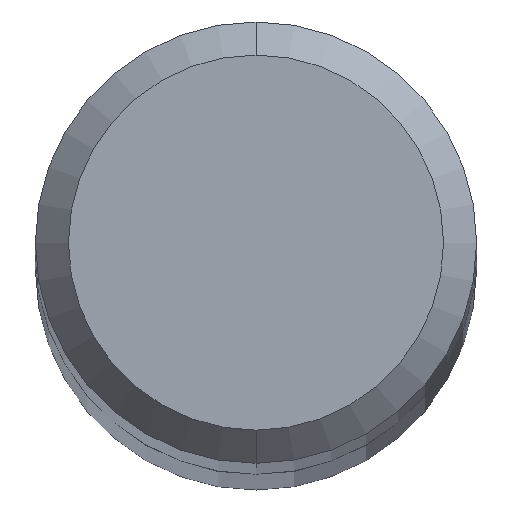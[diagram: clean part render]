
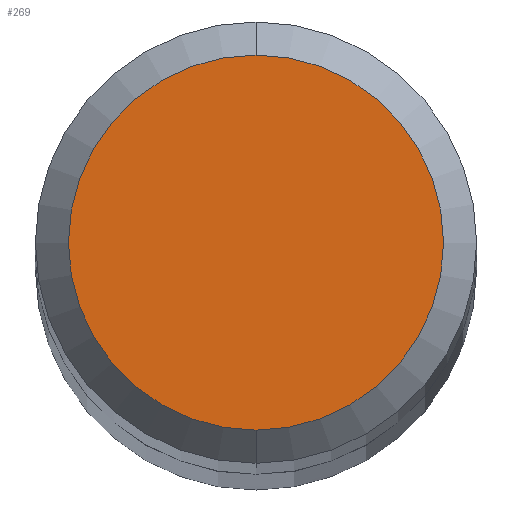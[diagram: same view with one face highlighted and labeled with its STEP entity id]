
A CAD part, top view. The second image highlights one B-rep face of the part: STEP entity #269.
In plain terms, the highlighted planar face has unit normal (0, 0, 1).
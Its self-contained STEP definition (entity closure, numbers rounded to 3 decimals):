
#171=VERTEX_POINT('',#448);
#183=EDGE_CURVE('',#381,#171,#461,.T.);
#269=ADVANCED_FACE('',(#554),#555,.T.);
#337=EDGE_CURVE('',#171,#381,#627,.T.);
#381=VERTEX_POINT('',#678);
#448=CARTESIAN_POINT('',(0.,-1.7,0.0));
#461=CIRCLE('',#783,1.7);
#554=FACE_OUTER_BOUND('',#963,.T.);
#555=PLANE('',#964);
#627=CIRCLE('',#1132,1.7);
#678=CARTESIAN_POINT('',(0.0,1.7,0.0));
#783=AXIS2_PLACEMENT_3D('',#1341,#1342,#1343);
#963=EDGE_LOOP('',(#1436,#1437));
#964=AXIS2_PLACEMENT_3D('',#1438,#1439,#1440);
#1132=AXIS2_PLACEMENT_3D('',#1501,#1502,#1503);
#1341=CARTESIAN_POINT('',(0.0,0.0,0.0));
#1342=DIRECTION('',(0.0,0.0,-1.0));
#1343=DIRECTION('',(0.0,1.0,0.0));
#1436=ORIENTED_EDGE('',*,*,#183,.F.);
#1437=ORIENTED_EDGE('',*,*,#337,.F.);
#1438=CARTESIAN_POINT('',(0.0,0.85,0.0));
#1439=DIRECTION('',(-0.0,0.0,1.0));
#1440=DIRECTION('',(0.0,-1.0,0.0));
#1501=CARTESIAN_POINT('',(0.0,0.0,0.0));
#1502=DIRECTION('',(0.0,0.0,-1.0));
#1503=DIRECTION('',(0.0,1.0,0.0));
